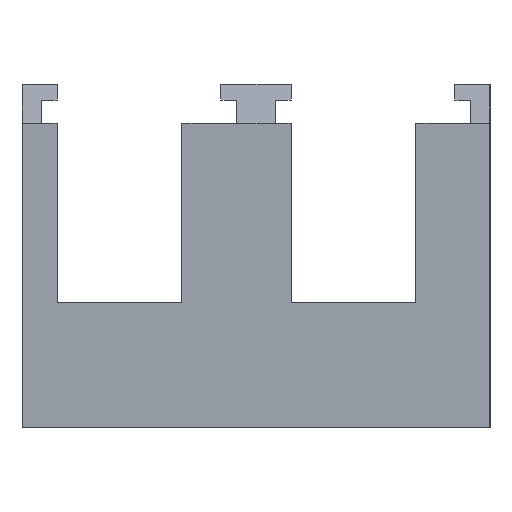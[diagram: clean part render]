
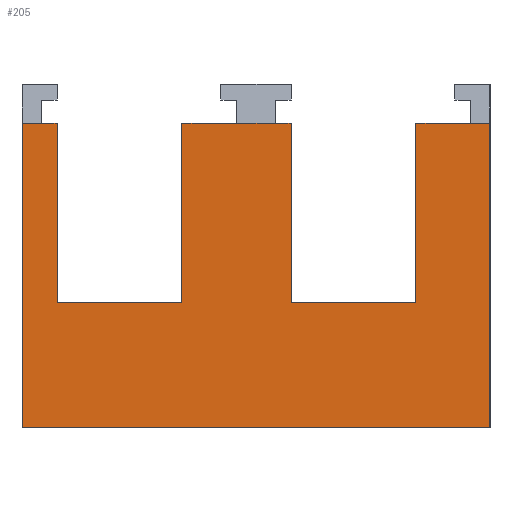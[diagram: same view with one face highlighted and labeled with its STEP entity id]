
A CAD part, left-side view. The second image highlights one B-rep face of the part: STEP entity #205.
In plain terms, the highlighted planar face has unit normal (-1, 0, 0).
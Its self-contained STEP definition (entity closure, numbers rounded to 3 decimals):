
#33 = VERTEX_POINT('',#34);
#34 = CARTESIAN_POINT('',(-90.,15.,0.));
#42 = EDGE_CURVE('',#43,#33,#45,.T.);
#43 = VERTEX_POINT('',#44);
#44 = CARTESIAN_POINT('',(-90.,-15.,0.));
#45 = LINE('',#46,#47);
#46 = CARTESIAN_POINT('',(-90.,-15.,0.));
#47 = VECTOR('',#48,1.);
#48 = DIRECTION('',(0.,1.,0.));
#131 = EDGE_CURVE('',#33,#132,#134,.T.);
#132 = VERTEX_POINT('',#133);
#133 = CARTESIAN_POINT('',(-90.,15.,19.5));
#134 = LINE('',#135,#136);
#135 = CARTESIAN_POINT('',(-90.,15.,0.));
#136 = VECTOR('',#137,1.);
#137 = DIRECTION('',(0.,0.,1.));
#205 = ADVANCED_FACE('',(#206),#320,.T.);
#206 = FACE_BOUND('',#207,.T.);
#207 = EDGE_LOOP('',(#208,#209,#217,#225,#233,#241,#249,#257,#265,#273,
    #281,#289,#297,#305,#313,#319));
#208 = ORIENTED_EDGE('',*,*,#42,.F.);
#209 = ORIENTED_EDGE('',*,*,#210,.T.);
#210 = EDGE_CURVE('',#43,#211,#213,.T.);
#211 = VERTEX_POINT('',#212);
#212 = CARTESIAN_POINT('',(-90.,-15.,19.5));
#213 = LINE('',#214,#215);
#214 = CARTESIAN_POINT('',(-90.,-15.,0.));
#215 = VECTOR('',#216,1.);
#216 = DIRECTION('',(0.,0.,1.));
#217 = ORIENTED_EDGE('',*,*,#218,.T.);
#218 = EDGE_CURVE('',#211,#219,#221,.T.);
#219 = VERTEX_POINT('',#220);
#220 = CARTESIAN_POINT('',(-90.,-13.75,19.5));
#221 = LINE('',#222,#223);
#222 = CARTESIAN_POINT('',(-90.,-7.5,19.5));
#223 = VECTOR('',#224,1.);
#224 = DIRECTION('',(0.,1.,0.));
#225 = ORIENTED_EDGE('',*,*,#226,.T.);
#226 = EDGE_CURVE('',#219,#227,#229,.T.);
#227 = VERTEX_POINT('',#228);
#228 = CARTESIAN_POINT('',(-90.,-10.25,19.5));
#229 = LINE('',#230,#231);
#230 = CARTESIAN_POINT('',(-90.,-8.125,19.5));
#231 = VECTOR('',#232,1.);
#232 = DIRECTION('',(0.,1.,0.));
#233 = ORIENTED_EDGE('',*,*,#234,.T.);
#234 = EDGE_CURVE('',#227,#235,#237,.T.);
#235 = VERTEX_POINT('',#236);
#236 = CARTESIAN_POINT('',(-90.,-10.25,8.));
#237 = LINE('',#238,#239);
#238 = CARTESIAN_POINT('',(-90.,-10.25,22.));
#239 = VECTOR('',#240,1.);
#240 = DIRECTION('',(-0.,-0.,-1.));
#241 = ORIENTED_EDGE('',*,*,#242,.T.);
#242 = EDGE_CURVE('',#235,#243,#245,.T.);
#243 = VERTEX_POINT('',#244);
#244 = CARTESIAN_POINT('',(-90.,-2.25,8.));
#245 = LINE('',#246,#247);
#246 = CARTESIAN_POINT('',(-90.,-10.25,8.));
#247 = VECTOR('',#248,1.);
#248 = DIRECTION('',(0.,1.,0.));
#249 = ORIENTED_EDGE('',*,*,#250,.F.);
#250 = EDGE_CURVE('',#251,#243,#253,.T.);
#251 = VERTEX_POINT('',#252);
#252 = CARTESIAN_POINT('',(-90.,-2.25,19.5));
#253 = LINE('',#254,#255);
#254 = CARTESIAN_POINT('',(-90.,-2.25,22.));
#255 = VECTOR('',#256,1.);
#256 = DIRECTION('',(-0.,-0.,-1.));
#257 = ORIENTED_EDGE('',*,*,#258,.T.);
#258 = EDGE_CURVE('',#251,#259,#261,.T.);
#259 = VERTEX_POINT('',#260);
#260 = CARTESIAN_POINT('',(-90.,-1.25,19.5));
#261 = LINE('',#262,#263);
#262 = CARTESIAN_POINT('',(-90.,-8.125,19.5));
#263 = VECTOR('',#264,1.);
#264 = DIRECTION('',(0.,1.,0.));
#265 = ORIENTED_EDGE('',*,*,#266,.T.);
#266 = EDGE_CURVE('',#259,#267,#269,.T.);
#267 = VERTEX_POINT('',#268);
#268 = CARTESIAN_POINT('',(-90.,1.25,19.5));
#269 = LINE('',#270,#271);
#270 = CARTESIAN_POINT('',(-90.,-7.5,19.5));
#271 = VECTOR('',#272,1.);
#272 = DIRECTION('',(0.,1.,0.));
#273 = ORIENTED_EDGE('',*,*,#274,.T.);
#274 = EDGE_CURVE('',#267,#275,#277,.T.);
#275 = VERTEX_POINT('',#276);
#276 = CARTESIAN_POINT('',(-90.,4.75,19.5));
#277 = LINE('',#278,#279);
#278 = CARTESIAN_POINT('',(-90.,-0.625,19.5));
#279 = VECTOR('',#280,1.);
#280 = DIRECTION('',(0.,1.,0.));
#281 = ORIENTED_EDGE('',*,*,#282,.T.);
#282 = EDGE_CURVE('',#275,#283,#285,.T.);
#283 = VERTEX_POINT('',#284);
#284 = CARTESIAN_POINT('',(-90.,4.75,8.));
#285 = LINE('',#286,#287);
#286 = CARTESIAN_POINT('',(-90.,4.75,22.));
#287 = VECTOR('',#288,1.);
#288 = DIRECTION('',(-0.,-0.,-1.));
#289 = ORIENTED_EDGE('',*,*,#290,.T.);
#290 = EDGE_CURVE('',#283,#291,#293,.T.);
#291 = VERTEX_POINT('',#292);
#292 = CARTESIAN_POINT('',(-90.,12.75,8.));
#293 = LINE('',#294,#295);
#294 = CARTESIAN_POINT('',(-90.,4.75,8.));
#295 = VECTOR('',#296,1.);
#296 = DIRECTION('',(0.,1.,0.));
#297 = ORIENTED_EDGE('',*,*,#298,.F.);
#298 = EDGE_CURVE('',#299,#291,#301,.T.);
#299 = VERTEX_POINT('',#300);
#300 = CARTESIAN_POINT('',(-90.,12.75,19.5));
#301 = LINE('',#302,#303);
#302 = CARTESIAN_POINT('',(-90.,12.75,22.));
#303 = VECTOR('',#304,1.);
#304 = DIRECTION('',(-0.,-0.,-1.));
#305 = ORIENTED_EDGE('',*,*,#306,.T.);
#306 = EDGE_CURVE('',#299,#307,#309,.T.);
#307 = VERTEX_POINT('',#308);
#308 = CARTESIAN_POINT('',(-90.,13.75,19.5));
#309 = LINE('',#310,#311);
#310 = CARTESIAN_POINT('',(-90.,-0.625,19.5));
#311 = VECTOR('',#312,1.);
#312 = DIRECTION('',(0.,1.,0.));
#313 = ORIENTED_EDGE('',*,*,#314,.T.);
#314 = EDGE_CURVE('',#307,#132,#315,.T.);
#315 = LINE('',#316,#317);
#316 = CARTESIAN_POINT('',(-90.,-7.5,19.5));
#317 = VECTOR('',#318,1.);
#318 = DIRECTION('',(0.,1.,0.));
#319 = ORIENTED_EDGE('',*,*,#131,.F.);
#320 = PLANE('',#321);
#321 = AXIS2_PLACEMENT_3D('',#322,#323,#324);
#322 = CARTESIAN_POINT('',(-90.,-15.,0.));
#323 = DIRECTION('',(-1.,0.,0.));
#324 = DIRECTION('',(0.,1.,0.));
